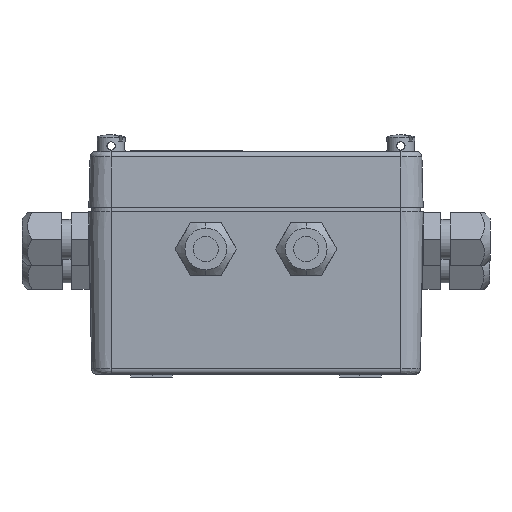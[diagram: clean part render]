
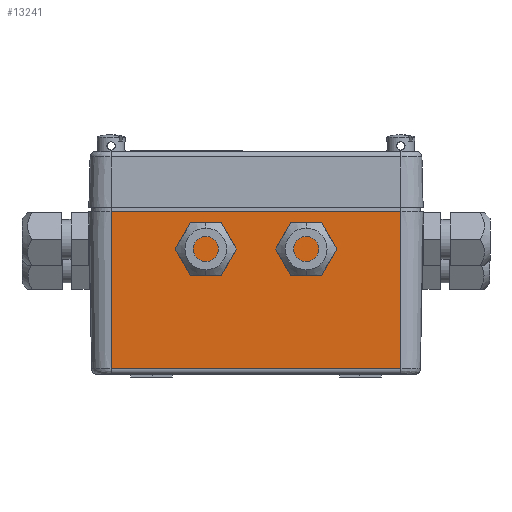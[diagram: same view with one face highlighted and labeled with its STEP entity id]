
A CAD part, left-side view. The second image highlights one B-rep face of the part: STEP entity #13241.
In plain terms, the highlighted planar face has unit normal (-1, 0, -0.017).
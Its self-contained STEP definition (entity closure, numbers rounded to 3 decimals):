
#163 = CARTESIAN_POINT ( 'NONE',  ( -110., 52., 58.5 ) ) ;
#529 = VERTEX_POINT ( 'NONE', #12288 ) ;
#1100 = FACE_OUTER_BOUND ( 'NONE', #18107, .T. ) ;
#2164 = VECTOR ( 'NONE', #11384, 1000. ) ;
#2338 = VERTEX_POINT ( 'NONE', #6030 ) ;
#2892 = EDGE_CURVE ( 'NONE', #529, #2338, #11680, .T. ) ;
#3476 = EDGE_CURVE ( 'NONE', #2338, #16988, #21703, .T. ) ;
#3485 = CARTESIAN_POINT ( 'NONE',  ( -109.034, 52., 1.966 ) ) ;
#4068 = CARTESIAN_POINT ( 'NONE',  ( -109.034, -52., 1.966 ) ) ;
#4118 = DIRECTION ( 'NONE',  ( 1., 0., 0.017 ) ) ;
#5179 = AXIS2_PLACEMENT_3D ( 'NONE', #14804, #4118, #16586 ) ;
#5815 = PLANE ( 'NONE',  #5179 ) ;
#6030 = CARTESIAN_POINT ( 'NONE',  ( -109.034, -52., 1.966 ) ) ;
#6501 = ORIENTED_EDGE ( 'NONE', *, *, #9041, .F. ) ;
#6922 = LINE ( 'NONE', #13113, #2164 ) ;
#8265 = EDGE_CURVE ( 'NONE', #16988, #17753, #6922, .T. ) ;
#9041 = EDGE_CURVE ( 'NONE', #17753, #529, #22776, .T. ) ;
#9120 = VECTOR ( 'NONE', #10913, 1000. ) ;
#9765 = DIRECTION ( 'NONE',  ( 0.017, 0., -1. ) ) ;
#10913 = DIRECTION ( 'NONE',  ( 0., -1., 0. ) ) ;
#11384 = DIRECTION ( 'NONE',  ( -0.017, 0., 1. ) ) ;
#11680 = LINE ( 'NONE', #4068, #20592 ) ;
#12288 = CARTESIAN_POINT ( 'NONE',  ( -110., -52., 58.5 ) ) ;
#13113 = CARTESIAN_POINT ( 'NONE',  ( -109.034, 52., 1.966 ) ) ;
#13241 = ADVANCED_FACE ( 'NONE', ( #1100 ), #5815, .F. ) ;
#14804 = CARTESIAN_POINT ( 'NONE',  ( -109.034, 52., 1.966 ) ) ;
#15006 = CARTESIAN_POINT ( 'NONE',  ( -110., 52., 58.5 ) ) ;
#16586 = DIRECTION ( 'NONE',  ( 0.017, 0., -1. ) ) ;
#16631 = ORIENTED_EDGE ( 'NONE', *, *, #8265, .F. ) ;
#16969 = VECTOR ( 'NONE', #20730, 1000. ) ;
#16988 = VERTEX_POINT ( 'NONE', #3485 ) ;
#17020 = ORIENTED_EDGE ( 'NONE', *, *, #2892, .F. ) ;
#17753 = VERTEX_POINT ( 'NONE', #15006 ) ;
#18107 = EDGE_LOOP ( 'NONE', ( #6501, #16631, #21907, #17020 ) ) ;
#20592 = VECTOR ( 'NONE', #9765, 1000. ) ;
#20730 = DIRECTION ( 'NONE',  ( 0., 1., 0. ) ) ;
#21090 = CARTESIAN_POINT ( 'NONE',  ( -109.034, 52., 1.966 ) ) ;
#21703 = LINE ( 'NONE', #21090, #16969 ) ;
#21907 = ORIENTED_EDGE ( 'NONE', *, *, #3476, .F. ) ;
#22776 = LINE ( 'NONE', #163, #9120 ) ;
